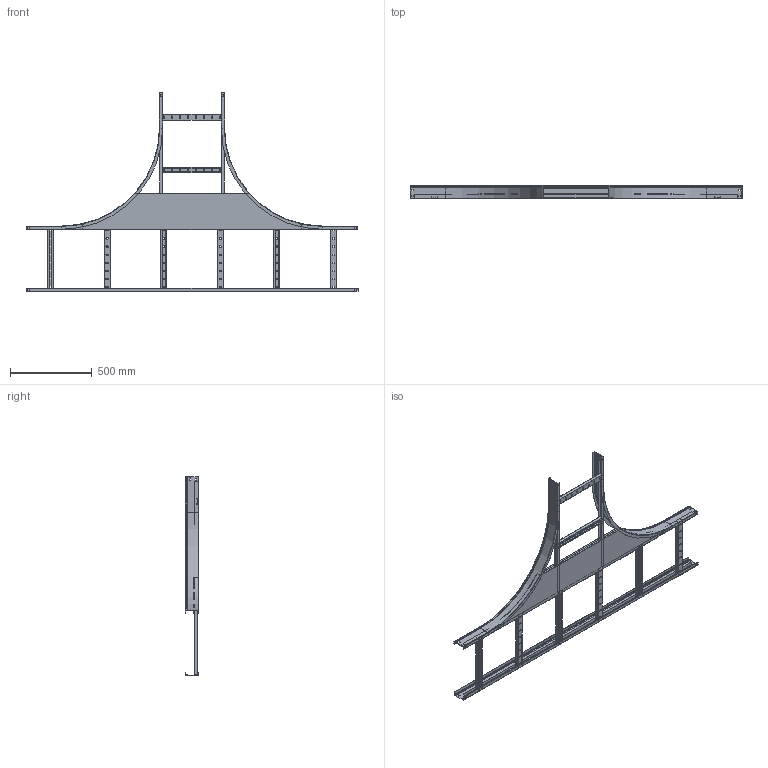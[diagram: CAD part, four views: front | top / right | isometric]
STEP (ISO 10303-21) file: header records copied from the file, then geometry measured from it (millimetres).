
FILE_DESCRIPTION (( 'STEP AP214' ), '1' );
FILE_NAME ('CRT05-4--07 (80x400).STEP', '2021-03-10T07:02:03', ( '' ), ( '' ), 'SwSTEP 2.0', 'SolidWorks 2017', '' );
FILE_SCHEMA (( 'AUTOMOTIVE_DESIGN' ));
Length unit declared in the file: millimetre
Products named in the file (10): ÊÈÂÀ 195.04.01 Ëîíæåðîí ïðÿìîé_îö_00_-07; 岓臍 195.02.20 冓憵 600_隬_00_-02 (400); ÊÈÂÀ 195.02.03 Ïëàíêà ïîïåðå÷íàÿ_îö_00_-02; 195.04.02_Ïëàñòèíà ñîåäèíèòåëüíàÿ_îö_00_-02 (1984); ÊÈÂÀ 195.01.03_Ïëàíêà ïîïåðå÷íàÿ_00_-02; 岓臍 195.02.01 呧翲歑鍙 摳賧禖嶱隬_00_-01; ÊÈÂÀ 195.02.05 Ï-ïðîôèëü_îö_00_668.2; ÊÈÂÀ 195.04.04 Ï-ïðîôèëü_îö_00_-03 (1984); 岓臍 195.04.10 捘 冓憵_隬_00_-02 (1984x400); CRT05-4--07 (80x400)
Assembly tree (19 placements, depth 3):
  CRT05-4--07 (80x400)
    岓臍 195.04.10 捘 冓憵_隬_00_-02 (1984x400)
      ÊÈÂÀ 195.04.04 Ï-ïðîôèëü_îö_00_-03 (1984)  x2
      ÊÈÂÀ 195.01.03_Ïëàíêà ïîïåðå÷íàÿ_00_-02  x6
    195.04.02_Ïëàñòèíà ñîåäèíèòåëüíàÿ_îö_00_-02 (1984)  x2
    岓臍 195.02.20 冓憵 600_隬_00_-02 (400)
      ÊÈÂÀ 195.02.05 Ï-ïðîôèëü_îö_00_668.2  x2
      ÊÈÂÀ 195.02.03 Ïëàíêà ïîïåðå÷íàÿ_îö_00_-02  x2
    岓臍 195.02.01 呧翲歑鍙 摳賧禖嶱隬_00_-01  x2
    ÊÈÂÀ 195.04.01 Ëîíæåðîí ïðÿìîé_îö_00_-07
Bounding box: 2034 x 81.3 x 1217 mm (x, y, z)
Volume: 2026299.8 mm3; surface area: 3423731.7 mm2
Topology: 17 solids, 17 shells, 1052 faces, 2806 edges, 1788 vertices
Faces by surface type: plane 772, cylinder 252, torus 20, cone 8
Entity records: 13718 total; most frequent: CARTESIAN_POINT 2322, DIRECTION 2284, ORIENTED_EDGE 2272, EDGE_CURVE 1136, VECTOR 904, LINE 904, VERTEX_POINT 712, AXIS2_PLACEMENT_3D 690
